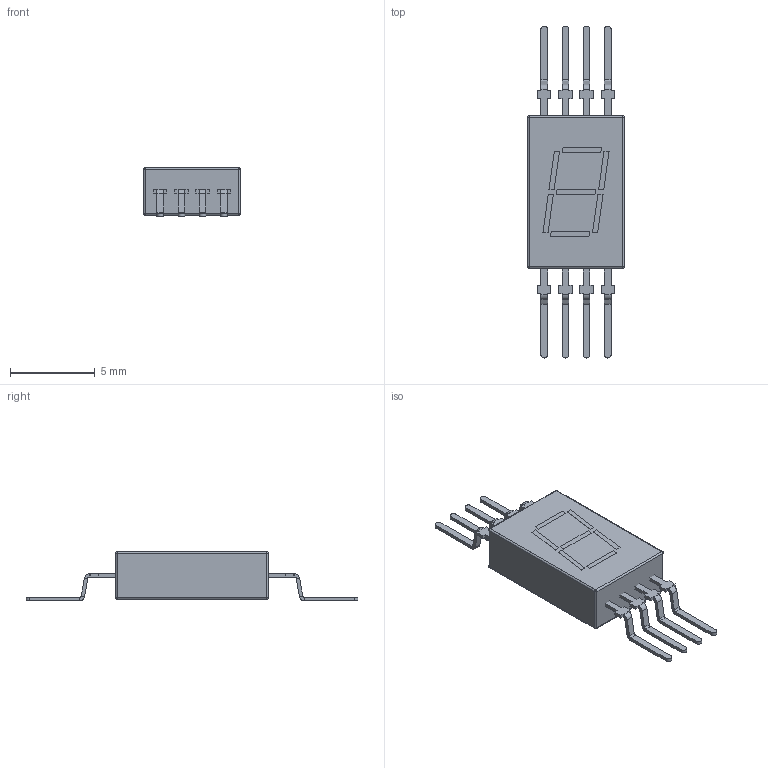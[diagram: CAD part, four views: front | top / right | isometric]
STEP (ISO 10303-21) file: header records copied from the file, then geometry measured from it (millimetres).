
FILE_DESCRIPTION(('STEP AP214'), '1');
FILE_NAME('ALS320', '', ('UNSPECIFIED'), ('UNSPECIFIED'), 'ASCON STEP Converter 1.3', 'ASCON Math Kernel', '');
FILE_SCHEMA(('AUTOMOTIVE_DESIGN { 1 0 10303 214 3 1 1}'));
Length unit declared in the file: millimetre
Bounding box: 5.7 x 19.59 x 2.93 mm (x, y, z)
Volume: 157.4 mm3; surface area: 546.7 mm2
Topology: 17 solids, 17 shells, 373 faces, 921 edges, 582 vertices
Faces by surface type: plane 293, cylinder 72, sphere 8
Entity records: 13810 total; most frequent: DIRECTION 1837, CARTESIAN_POINT 1813, ORIENTED_EDGE 1730, EDGE_CURVE 865, LINE 737, VECTOR 737, AXIS2_PLACEMENT_3D 550, VERTEX_POINT 526
